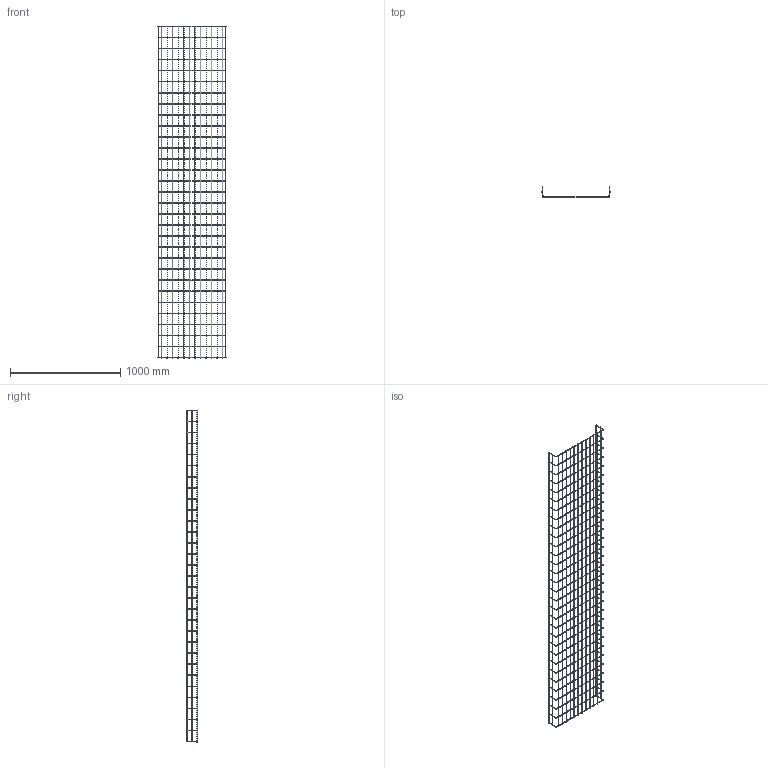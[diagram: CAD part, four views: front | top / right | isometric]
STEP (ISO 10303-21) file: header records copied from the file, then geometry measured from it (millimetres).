
FILE_DESCRIPTION (( 'STEP AP203' ), '1' );
FILE_NAME ('NE-30-100-600-3-50-INOX NESTA Ëîòîê ïðîâîëî÷íûé 100õ600õ3000-5,0 INOX IEK.STEP', '2022-11-11T11:19:10', ( '' ), ( '' ), 'SwSTEP 2.0', 'SolidWorks 2022', '' );
FILE_SCHEMA (( 'CONFIG_CONTROL_DESIGN' ));
Length unit declared in the file: millimetre
Products named in the file (1): NE-30-100-600-3-50-INOX NESTA Лоток проволочный 100х600х3000-5,0 INOX IEK
Bounding box: 618.01 x 100.26 x 3010 mm (x, y, z)
Volume: 1418168.2 mm3; surface area: 1136380.2 mm2
Topology: 47 solids, 47 shells, 730 faces, 1412 edges, 776 vertices
Faces by surface type: cylinder 388, torus 248, plane 94
Full cylindrical faces by diameter (mm): 5 x16
Entity records: 18397 total; most frequent: DIRECTION 3882, CARTESIAN_POINT 2903, ORIENTED_EDGE 2792, AXIS2_PLACEMENT_3D 1755, EDGE_CURVE 1396, CIRCLE 1024, VERTEX_POINT 776, FACE_OUTER_BOUND 746
